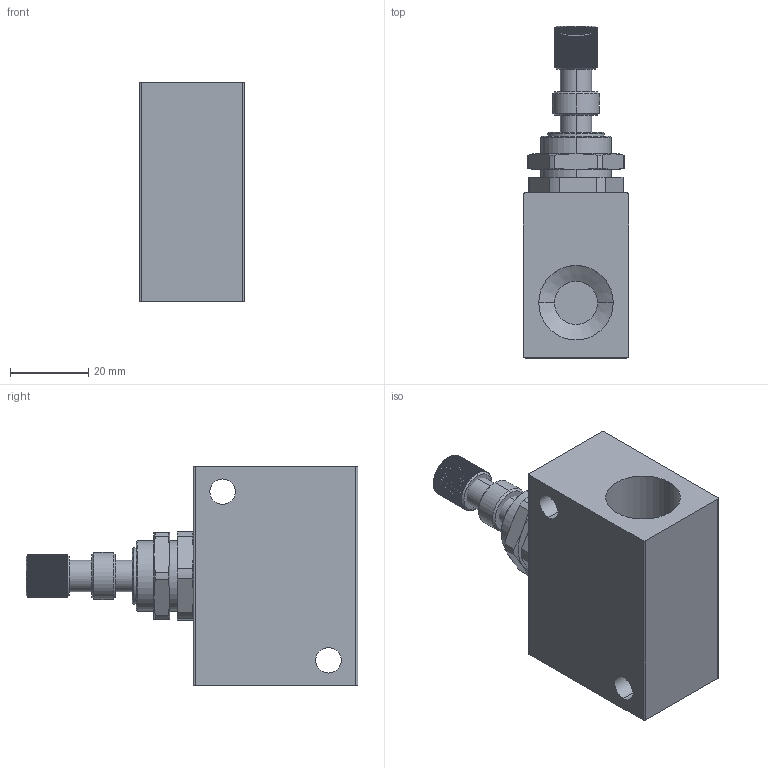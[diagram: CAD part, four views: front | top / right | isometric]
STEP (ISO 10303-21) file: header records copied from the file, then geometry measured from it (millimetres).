
FILE_DESCRIPTION(( 'MV.34.00.12U.STEP' ), '1');
FILE_NAME( 'MV.34.00.12U.STEP', '2018-10-05T09:26:09',( 'Sopra'),('sopra-pneumatic.com'), 'SwSTEP 2.0','SolidWorks 2009','' );
FILE_SCHEMA (( 'AUTOMOTIVE_DESIGN' ));
Length unit declared in the file: millimetre
Products named in the file (1): 12_003_4
Bounding box: 27 x 84.59 x 56 mm (x, y, z)
Volume: 61853.6 mm3; surface area: 16387.8 mm2
Topology: 4 solids, 4 shells, 569 faces, 1631 edges, 1077 vertices
Faces by surface type: cylinder 454, plane 77, cone 38
Entity records: 32847 total; most frequent: CARTESIAN_POINT 11927, ORIENTED_EDGE 3262, DIRECTION 2938, EDGE_CURVE 1631, AXIS2_PLACEMENT_3D 1191, VERTEX_POINT 1077, CIRCLE 621, EDGE_LOOP 580
